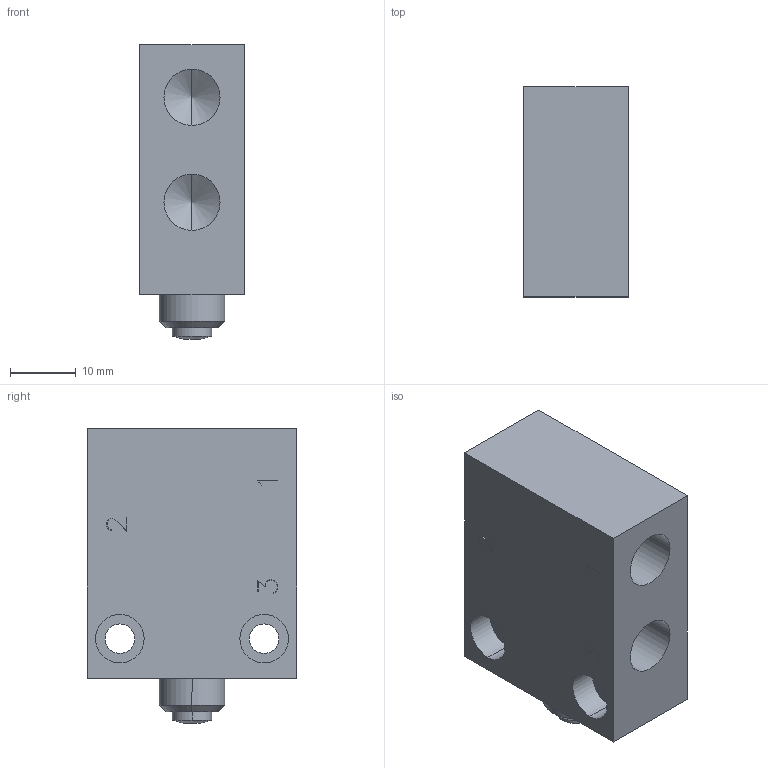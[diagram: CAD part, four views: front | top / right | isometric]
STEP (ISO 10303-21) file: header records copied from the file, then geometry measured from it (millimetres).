
FILE_DESCRIPTION (( 'STEP AP203' ), '1' );
FILE_NAME ('E-28-310-Airtec.step', '2006-10-17T15:21:26', ( 'Gustaf Hederström' ), ( 'Cevican AB' ), 'SwSTEP 2.0', 'SolidWorks 2002308', '' );
FILE_SCHEMA (( 'CONFIG_CONTROL_DESIGN' ));
Length unit declared in the file: millimetre
Products named in the file (1): E-28-310-Airtec
Bounding box: 16 x 32 x 44.87 mm (x, y, z)
Volume: 17133.6 mm3; surface area: 6199.3 mm2
Topology: 1 solids, 1 shells, 182 faces, 500 edges, 329 vertices
Faces by surface type: plane 151, cylinder 22, cone 8, bspline 1
Entity records: 5756 total; most frequent: CARTESIAN_POINT 1021, ORIENTED_EDGE 988, DIRECTION 908, EDGE_CURVE 494, LINE 444, VECTOR 444, VERTEX_POINT 329, AXIS2_PLACEMENT_3D 232
